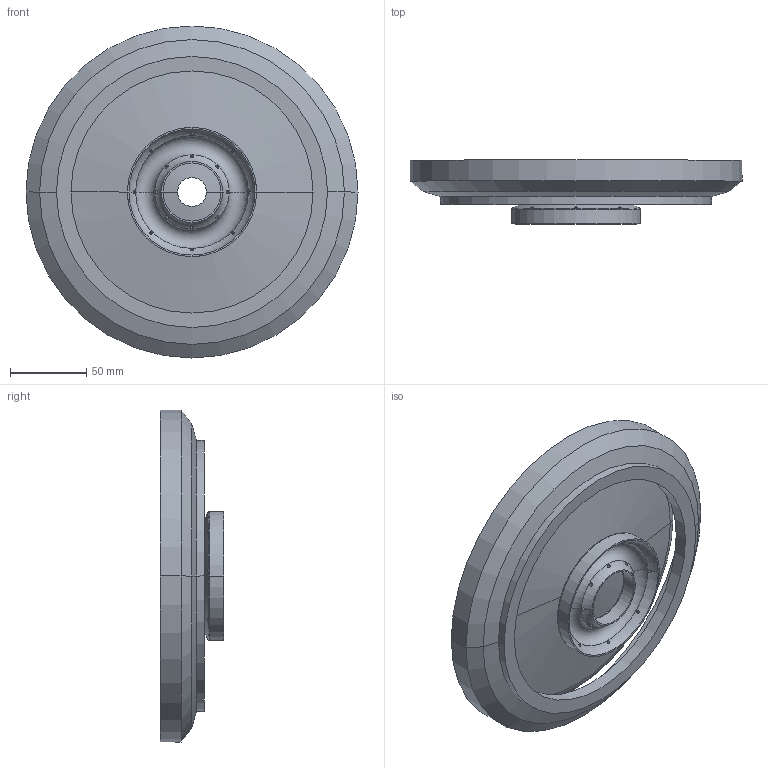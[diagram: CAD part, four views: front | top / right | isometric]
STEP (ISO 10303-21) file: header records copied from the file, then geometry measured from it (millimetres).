
FILE_DESCRIPTION (( 'STEP AP203' ), '1' );
FILE_NAME ('plenum_11.STEP', '2025-02-22T17:35:07', ( '' ), ( '' ), 'SwSTEP 2.0', 'SolidWorks 2024', '' );
FILE_SCHEMA (( 'CONFIG_CONTROL_DESIGN' ));
Length unit declared in the file: millimetre
Products named in the file (1): plenum_11
Bounding box: 217.91 x 41.84 x 217.91 mm (x, y, z)
Volume: 481323.1 mm3; surface area: 136340.6 mm2
Topology: 3 solids, 3 shells, 79 faces, 241 edges, 148 vertices
Faces by surface type: bspline 31, torus 16, cylinder 14, cone 12, plane 6
Entity records: 6248 total; most frequent: CARTESIAN_POINT 4242, ORIENTED_EDGE 482, DIRECTION 296, EDGE_CURVE 241, VERTEX_POINT 148, AXIS2_PLACEMENT_3D 135, B_SPLINE_CURVE_WITH_KNOTS 129, EDGE_LOOP 97
